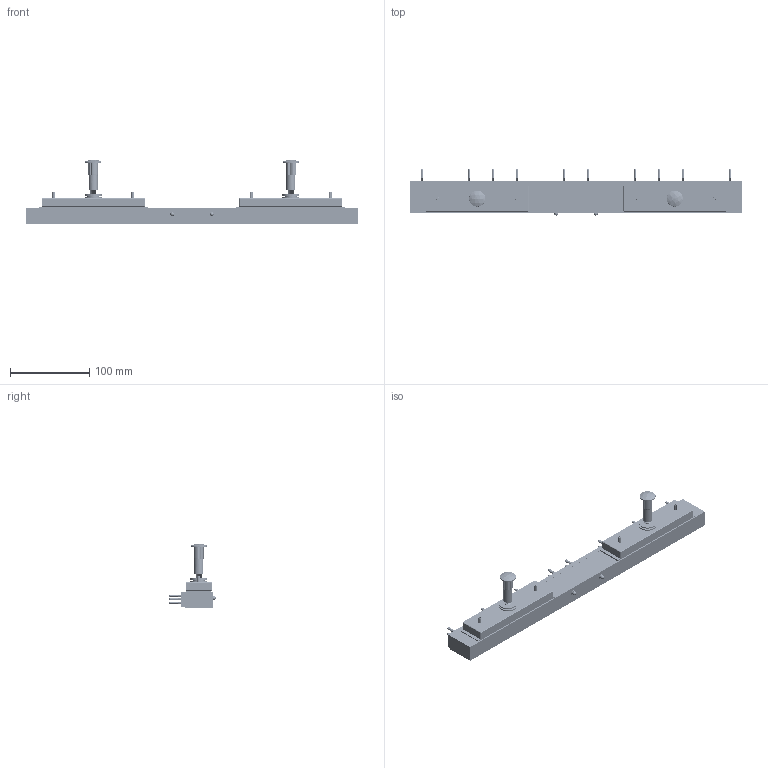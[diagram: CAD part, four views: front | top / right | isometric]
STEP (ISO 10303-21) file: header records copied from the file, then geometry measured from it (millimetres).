
FILE_DESCRIPTION (( 'STEP AP214' ), '1' );
FILE_NAME ('EF150-2CTC.step', '2021-07-29T14:09:07', ( '' ), ( '' ), 'SwSTEP 2.0', 'SolidWorks 2020', '' );
FILE_SCHEMA (( 'AUTOMOTIVE_DESIGN' ));
Length unit declared in the file: millimetre
Products named in the file (41): Tapping screw DIN 7982-ST3.5x19-C-H-S-11; FP0092-RUBBER SEAL-1; Tapping screw DIN 7982-ST3.5x19-C-H-S-17; ISO 7046-1 - M3 x 5 - Z --- 5S-6; FP0093-M8 FUNGI NUT-1; Tapping screw DIN 7982-ST3.5x19-C-H-S-4; Tapping screw DIN 7982-ST3.5x19-C-H-S-3; Tapping screw DIN 7982-ST3.5x19-C-H-S-15; Tapping screw DIN 7982-ST3.5x19-C-H-S-14; FP0091-M8 WASHER-2; ISO 7046-1 - M3 x 5 - Z --- 5S-7; Group3; ISO 7046-1 - M3 x 8 - Z --- 8S-7; FP0091-M8 WASHER-1; FP0091-M8 WASHER-4; Group1; Tapping screw DIN 7982-ST3.5x19-C-H-S-13; Tapping screw DIN 7982-ST3.5x19-C-H-S-2; ISO 7046-1 - M3 x 5 - Z --- 5S-5; ISO 7046-1 - M3 x 8 - Z --- 8S-6; Tapping screw DIN 7982-ST3.5x19-C-H-S-7; Tapping screw DIN 7982-ST3.5x19-C-H-S-10; Tapping screw DIN 7982-ST3.5x19-C-H-S-8; ISO 7046-1 - M3 x 5 - Z --- 5S-8; Tapping screw DIN 7982-ST3.5x19-C-H-S-9; Group2; FP0092-RUBBER SEAL-2; EF150-2CTC; ISO 7046-1 - M3 x 8 - Z --- 8S-9; FP0097-SCREW LOW PROFILE HEAD M8 x35-1; Tapping screw DIN 7982-ST3.5x19-C-H-S-12; Tapping screw DIN 7982-ST3.5x19-C-H-S-5; FP0097-SCREW LOW PROFILE HEAD M8 x35-2; MP0337-TOP BRACKET EF150-2-1; ISO 7046-1 - M3 x 8 - Z --- 8S-8; Tapping screw DIN 7982-ST3.5x19-C-H-S-18; FP0091-M8 WASHER-3; FP0093-M8 FUNGI NUT-2; Tapping screw DIN 7982-ST3.5x19-C-H-S-16; Tapping screw DIN 7982-ST3.5x19-C-H-S-1 ...
Assembly tree (40 placements, depth 2):
  EF150-2CTC
    Group1
    Group2
    Group3
    Tapping screw DIN 7982-ST3.5x19-C-H-S-7
    MP0337-TOP BRACKET EF150-2-1
    Tapping screw DIN 7982-ST3.5x19-C-H-S-1
    Tapping screw DIN 7982-ST3.5x19-C-H-S-3
    FP0097-SCREW LOW PROFILE HEAD M8 x35-1
    Tapping screw DIN 7982-ST3.5x19-C-H-S-2
    Tapping screw DIN 7982-ST3.5x19-C-H-S-4
    Tapping screw DIN 7982-ST3.5x19-C-H-S-5
    Tapping screw DIN 7982-ST3.5x19-C-H-S-6
    Tapping screw DIN 7982-ST3.5x19-C-H-S-8
    Tapping screw DIN 7982-ST3.5x19-C-H-S-9
    FP0091-M8 WASHER-2
    Tapping screw DIN 7982-ST3.5x19-C-H-S-15
    FP0091-M8 WASHER-1
    Tapping screw DIN 7982-ST3.5x19-C-H-S-10
    Tapping screw DIN 7982-ST3.5x19-C-H-S-12
    FP0092-RUBBER SEAL-1
    Tapping screw DIN 7982-ST3.5x19-C-H-S-13
    Tapping screw DIN 7982-ST3.5x19-C-H-S-14
    FP0093-M8 FUNGI NUT-1
    Tapping screw DIN 7982-ST3.5x19-C-H-S-11
    Tapping screw DIN 7982-ST3.5x19-C-H-S-17
    FP0091-M8 WASHER-3
    FP0093-M8 FUNGI NUT-2
    FP0097-SCREW LOW PROFILE HEAD M8 x35-2
    Tapping screw DIN 7982-ST3.5x19-C-H-S-16
    Tapping screw DIN 7982-ST3.5x19-C-H-S-18
    FP0092-RUBBER SEAL-2
    FP0091-M8 WASHER-4
    ISO 7046-1 - M3 x 8 - Z --- 8S-6
    ISO 7046-1 - M3 x 5 - Z --- 5S-6
    ISO 7046-1 - M3 x 5 - Z --- 5S-8
    ISO 7046-1 - M3 x 8 - Z --- 8S-9
    ISO 7046-1 - M3 x 8 - Z --- 8S-7
    ISO 7046-1 - M3 x 5 - Z --- 5S-5
    ISO 7046-1 - M3 x 5 - Z --- 5S-7
    ISO 7046-1 - M3 x 8 - Z --- 8S-8
Bounding box: 420 x 59.84 x 81.81 mm (x, y, z)
Volume: 392210.5 mm3; surface area: 157533.5 mm2
Topology: 40 solids, 40 shells, 3931 faces, 9865 edges, 5847 vertices
Faces by surface type: cone 1878, cylinder 1378, plane 547, torus 120, sphere 8
Entity records: 128130 total; most frequent: DIRECTION 21948, CARTESIAN_POINT 21774, ORIENTED_EDGE 19626, EDGE_CURVE 9813, AXIS2_PLACEMENT_3D 8733, VERTEX_POINT 5847, CIRCLE 4759, VECTOR 4482
